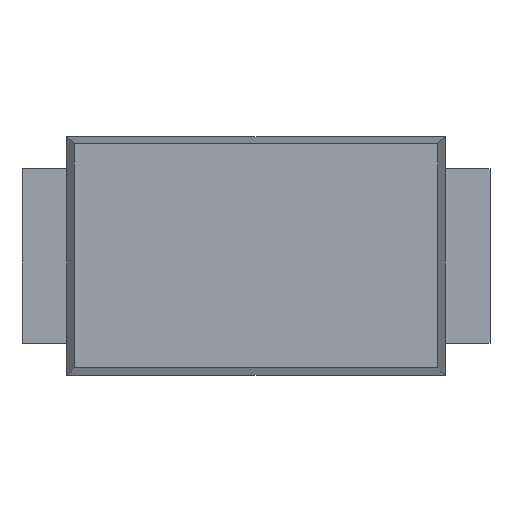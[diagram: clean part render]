
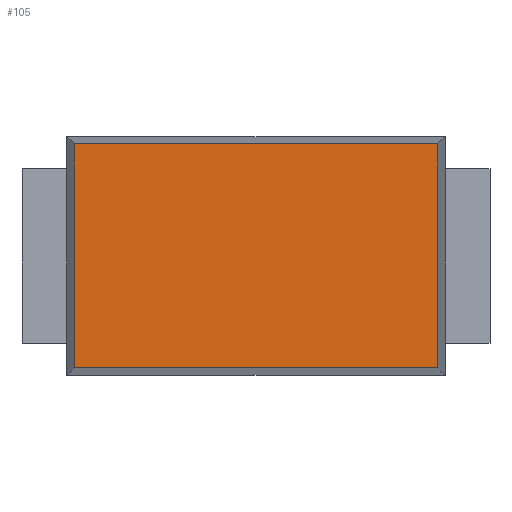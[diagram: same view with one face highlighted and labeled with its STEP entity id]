
A CAD part, top view. The second image highlights one B-rep face of the part: STEP entity #105.
In plain terms, the highlighted planar face has unit normal (0, 0, 1).
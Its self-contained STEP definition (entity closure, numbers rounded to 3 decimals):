
#105=ADVANCED_FACE('NONE',(#212),#213,.T.);
#212=FACE_OUTER_BOUND('',#324,.T.);
#213=PLANE('',#325);
#324=EDGE_LOOP('',(#527,#528,#529,#530));
#325=AXIS2_PLACEMENT_3D('',#531,#532,#533);
#527=ORIENTED_EDGE('',*,*,#707,.T.);
#528=ORIENTED_EDGE('',*,*,#708,.T.);
#529=ORIENTED_EDGE('',*,*,#709,.T.);
#530=ORIENTED_EDGE('',*,*,#710,.T.);
#531=CARTESIAN_POINT('',(0.0,0.0,1.03));
#532=DIRECTION('',(0.0,-0.0,1.0));
#533=DIRECTION('',(0.,1.0,0.0));
#707=EDGE_CURVE('NONE',#848,#849,#850,.T.);
#708=EDGE_CURVE('NONE',#849,#851,#852,.T.);
#709=EDGE_CURVE('NONE',#851,#853,#854,.T.);
#710=EDGE_CURVE('NONE',#853,#848,#855,.T.);
#848=VERTEX_POINT('NONE',#1047);
#849=VERTEX_POINT('NONE',#1048);
#850=LINE('',#1049,#1050);
#851=VERTEX_POINT('NONE',#1051);
#852=LINE('',#1052,#1053);
#853=VERTEX_POINT('NONE',#1054);
#854=LINE('',#1055,#1056);
#855=LINE('',#1057,#1058);
#1047=CARTESIAN_POINT('',(-1.824,-1.124,1.03));
#1048=CARTESIAN_POINT('',(1.824,-1.124,1.03));
#1049=CARTESIAN_POINT('',(1.9,-1.124,1.03));
#1050=VECTOR('',#1158,1000.0);
#1051=CARTESIAN_POINT('',(1.824,1.124,1.03));
#1052=CARTESIAN_POINT('',(1.824,1.2,1.03));
#1053=VECTOR('',#1159,1000.0);
#1054=CARTESIAN_POINT('',(-1.824,1.124,1.03));
#1055=CARTESIAN_POINT('',(0.,1.124,1.03));
#1056=VECTOR('',#1160,1000.0);
#1057=CARTESIAN_POINT('',(-1.824,0.,1.03));
#1058=VECTOR('',#1161,1000.0);
#1158=DIRECTION('',(1.0,0.,0.0));
#1159=DIRECTION('',(0.,1.0,0.0));
#1160=DIRECTION('',(-1.0,0.,0.0));
#1161=DIRECTION('',(0.,-1.0,0.0));
